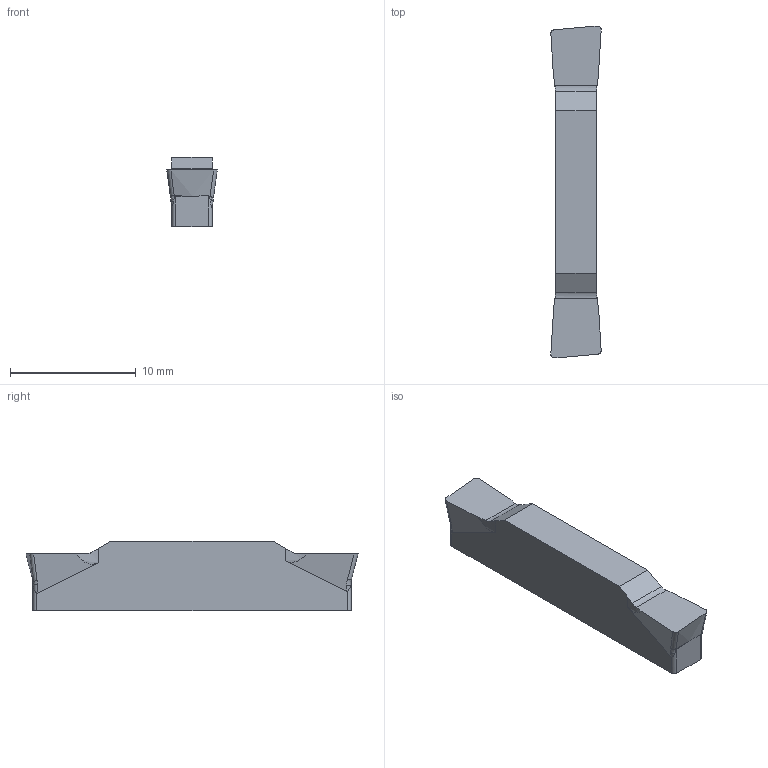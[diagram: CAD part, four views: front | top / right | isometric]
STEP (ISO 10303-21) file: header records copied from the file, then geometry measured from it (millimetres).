
FILE_DESCRIPTION((''),'2;1');
FILE_NAME('GY2M0400G030R05','2021-02-26T14:40:08',('tlyac05'),('PTC Japan'),'CREO PARAMETRIC BY PTC INC, 2018500','CREO PARAMETRIC BY PTC INC, 2018500','');
FILE_SCHEMA(('AUTOMOTIVE_DESIGN { 1 0 10303 214 1 1 1 1 }'));
Length unit declared in the file: millimetre
Products named in the file (1): GY2M0400G030R05
Bounding box: 4 x 26.4 x 5.5 mm (x, y, z)
Volume: 419.4 mm3; surface area: 459.3 mm2
Topology: 1 solids, 1 shells, 42 faces, 144 edges, 104 vertices
Faces by surface type: cylinder 18, plane 14, bspline 10
Entity records: 3016 total; most frequent: CARTESIAN_POINT 938, ORIENTED_EDGE 232, PRESENTATION_STYLE_ASSIGNMENT 189, DIRECTION 160, STYLED_ITEM 147, CURVE_STYLE 146, EDGE_CURVE 116, FILL_AREA_STYLE_COLOUR 85
